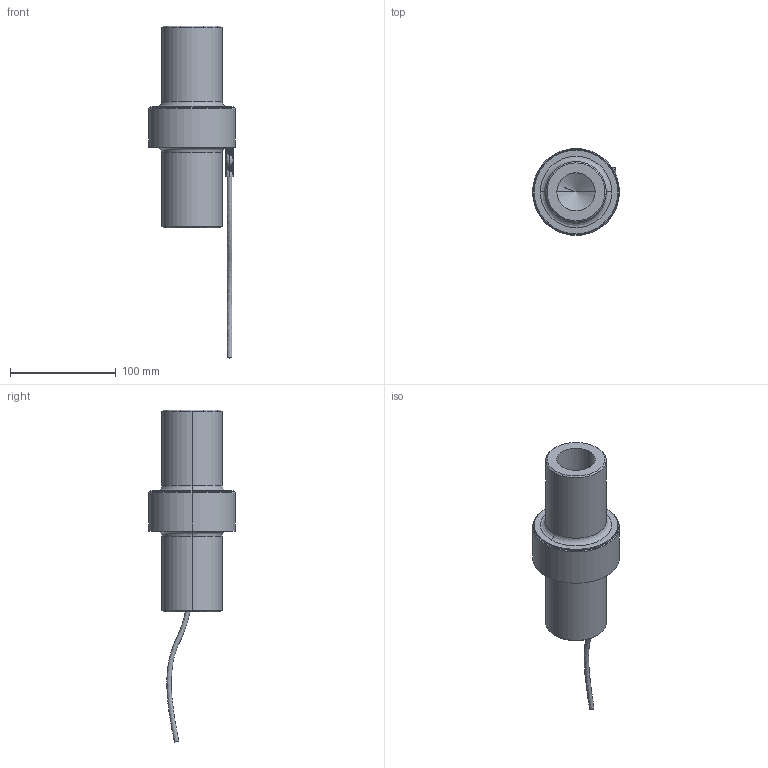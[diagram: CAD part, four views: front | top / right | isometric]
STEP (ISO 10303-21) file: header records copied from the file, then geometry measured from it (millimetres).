
FILE_DESCRIPTION((''),'2;1');
FILE_NAME('LCF800 Cable.stp','2010-11-08T09:28:22',(''),(''),'Mechanical Desktop 2008','Mechanical Desktop 2008',', , ');
FILE_SCHEMA(('CONFIG_CONTROL_DESIGN'));
Length unit declared in the file: inch
Products named in the file (4): FI1097; $F1702-1; PART2; RM_SDB
Assembly tree (6 placements, depth 2):
  FI1097
    $F1702-1
    PART2
    RM_SDB  x4
Bounding box: 82.04 x 82.04 x 313.37 mm (x, y, z)
Volume: 472855 mm3; surface area: 79378.9 mm2
Topology: 2 solids, 6 shells, 204 faces, 428 edges, 232 vertices
Faces by surface type: bspline 159, cylinder 24, plane 11, cone 10
Entity records: 16969 total; most frequent: CARTESIAN_POINT 12827, DIRECTION 912, ORIENTED_EDGE 848, AXIS2_PLACEMENT_3D 439, EDGE_CURVE 424, CIRCLE 387, VERTEX_POINT 232, EDGE_LOOP 212
